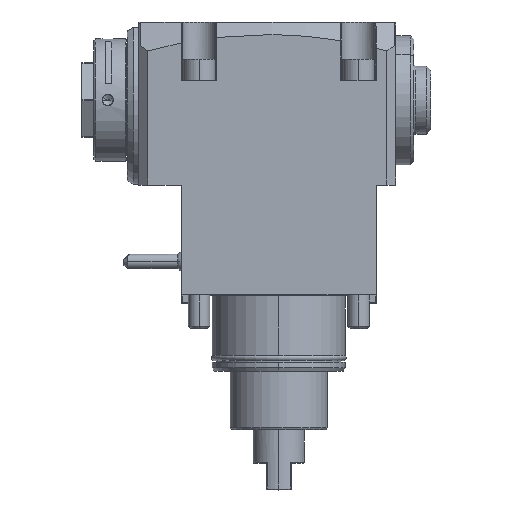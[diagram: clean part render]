
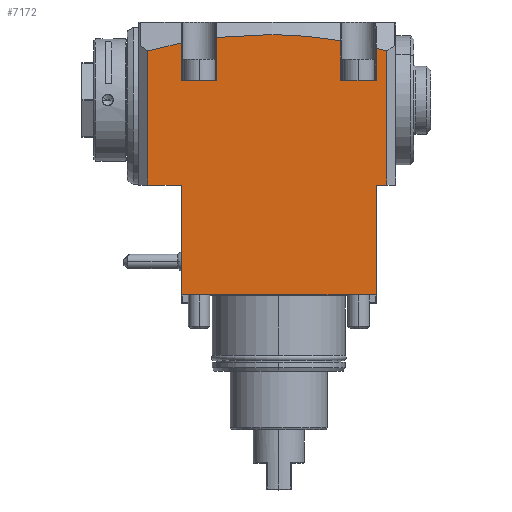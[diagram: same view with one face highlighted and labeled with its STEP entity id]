
A CAD part, top view. The second image highlights one B-rep face of the part: STEP entity #7172.
In plain terms, the highlighted planar face has unit normal (0, 0, 1).
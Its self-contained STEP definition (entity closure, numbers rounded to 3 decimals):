
#1250=DIRECTION('',(-1.,0.,0.));
#1251=VECTOR('',#1250,110.);
#1252=CARTESIAN_POINT('',(134.,0.,56.));
#1253=LINE('',#1252,#1251);
#1418=DIRECTION('',(0.,-1.,0.));
#1419=VECTOR('',#1418,75.637);
#1420=CARTESIAN_POINT('',(140.,137.637,56.));
#1421=LINE('',#1420,#1419);
#1422=DIRECTION('',(-1.,0.,0.));
#1423=VECTOR('',#1422,6.);
#1424=CARTESIAN_POINT('',(140.,62.,56.));
#1425=LINE('',#1424,#1423);
#1426=DIRECTION('',(0.,1.,0.));
#1427=VECTOR('',#1426,62.);
#1428=CARTESIAN_POINT('',(134.,0.,56.));
#1429=LINE('',#1428,#1427);
#1430=DIRECTION('',(0.,1.,0.));
#1431=VECTOR('',#1430,62.);
#1432=CARTESIAN_POINT('',(24.,0.,56.));
#1433=LINE('',#1432,#1431);
#1434=DIRECTION('',(1.,0.,0.));
#1435=VECTOR('',#1434,19.);
#1436=CARTESIAN_POINT('',(5.,62.,56.));
#1437=LINE('',#1436,#1435);
#1438=CARTESIAN_POINT('',(23.931,142.14,56.));
#1439=CARTESIAN_POINT('',(17.564,140.878,56.));
#1440=CARTESIAN_POINT('',(11.254,139.375,56.));
#1441=CARTESIAN_POINT('',(5.,137.637,56.));
#1443=DIRECTION('',(-0.631,0.776,0.));
#1444=VECTOR('',#1443,0.11);
#1445=CARTESIAN_POINT('',(24.,142.055,56.));
#1446=LINE('',#1445,#1444);
#1447=DIRECTION('',(0.,1.,0.));
#1448=VECTOR('',#1447,21.055);
#1449=CARTESIAN_POINT('',(24.,121.,56.));
#1450=LINE('',#1449,#1448);
#1451=DIRECTION('',(0.,-1.,0.));
#1452=VECTOR('',#1451,24.285);
#1453=CARTESIAN_POINT('',(44.,145.285,56.));
#1454=LINE('',#1453,#1452);
#1455=CARTESIAN_POINT('',(44.,145.285,56.));
#1456=CARTESIAN_POINT('',(55.71,146.638,56.));
#1457=CARTESIAN_POINT('',(79.086,147.665,56.));
#1458=CARTESIAN_POINT('',(102.377,145.4,56.));
#1459=CARTESIAN_POINT('',(114.,143.437,56.));
#1461=DIRECTION('',(0.,1.,0.));
#1462=VECTOR('',#1461,22.437);
#1463=CARTESIAN_POINT('',(114.,121.,56.));
#1464=LINE('',#1463,#1462);
#1465=DIRECTION('',(0.,-1.,0.));
#1466=VECTOR('',#1465,18.101);
#1467=CARTESIAN_POINT('',(134.,139.101,56.));
#1468=LINE('',#1467,#1466);
#1469=DIRECTION('',(-0.645,-0.764,0.));
#1470=VECTOR('',#1469,0.136);
#1471=CARTESIAN_POINT('',(134.088,139.205,56.));
#1472=LINE('',#1471,#1470);
#1473=CARTESIAN_POINT('',(134.088,139.205,56.));
#1474=CARTESIAN_POINT('',(136.065,138.706,56.));
#1475=CARTESIAN_POINT('',(138.035,138.183,56.));
#1476=CARTESIAN_POINT('',(140.,137.637,56.));
#1489=CARTESIAN_POINT('',(140.,137.637,56.));
#1916=CARTESIAN_POINT('',(44.,145.285,56.));
#1945=DIRECTION('',(-1.,0.,0.));
#1946=VECTOR('',#1945,20.);
#1947=CARTESIAN_POINT('',(134.,121.,56.));
#1948=LINE('',#1947,#1946);
#2122=DIRECTION('',(-1.,0.,0.));
#2123=VECTOR('',#2122,20.);
#2124=CARTESIAN_POINT('',(44.,121.,56.));
#2125=LINE('',#2124,#2123);
#2220=DIRECTION('',(0.,-1.,0.));
#2221=VECTOR('',#2220,75.637);
#2222=CARTESIAN_POINT('',(5.,137.637,56.));
#2223=LINE('',#2222,#2221);
#2236=CARTESIAN_POINT('',(5.,137.637,56.));
#4828=VERTEX_POINT('',#2236);
#4831=VERTEX_POINT('',#1489);
#4837=CARTESIAN_POINT('',(24.,121.,56.));
#4839=VERTEX_POINT('',#4837);
#4840=CARTESIAN_POINT('',(24.,142.055,56.));
#4841=CARTESIAN_POINT('',(23.931,142.14,56.));
#4842=VERTEX_POINT('',#4840);
#4843=VERTEX_POINT('',#4841);
#4851=VERTEX_POINT('',#1916);
#4852=CARTESIAN_POINT('',(44.,121.,56.));
#4853=VERTEX_POINT('',#4852);
#4874=VERTEX_POINT('',#1473);
#4875=VERTEX_POINT('',#1459);
#4877=CARTESIAN_POINT('',(114.,121.,56.));
#4879=VERTEX_POINT('',#4877);
#4884=CARTESIAN_POINT('',(134.,121.,56.));
#4886=VERTEX_POINT('',#4884);
#4933=CARTESIAN_POINT('',(134.,139.101,56.));
#4935=VERTEX_POINT('',#4933);
#5417=CARTESIAN_POINT('',(24.,0.,56.));
#5418=CARTESIAN_POINT('',(24.,62.,56.));
#5419=VERTEX_POINT('',#5417);
#5420=VERTEX_POINT('',#5418);
#5421=CARTESIAN_POINT('',(5.,62.,56.));
#5422=VERTEX_POINT('',#5421);
#5429=CARTESIAN_POINT('',(134.,0.,56.));
#5430=VERTEX_POINT('',#5429);
#5477=CARTESIAN_POINT('',(140.,62.,56.));
#5478=VERTEX_POINT('',#5477);
#5479=CARTESIAN_POINT('',(134.,62.,56.));
#5480=VERTEX_POINT('',#5479);
#7132=CARTESIAN_POINT('',(0.,154.,56.));
#7133=DIRECTION('',(0.,0.,1.));
#7134=DIRECTION('',(0.,-1.,0.));
#7135=AXIS2_PLACEMENT_3D('',#7132,#7133,#7134);
#7136=PLANE('',#7135);
#7138=ORIENTED_EDGE('',*,*,#7137,.T.);
#7140=ORIENTED_EDGE('',*,*,#7139,.T.);
#7142=ORIENTED_EDGE('',*,*,#7141,.F.);
#7143=ORIENTED_EDGE('',*,*,#6855,.T.);
#7144=ORIENTED_EDGE('',*,*,#6834,.T.);
#7145=ORIENTED_EDGE('',*,*,#6811,.F.);
#7147=ORIENTED_EDGE('',*,*,#7146,.F.);
#7149=ORIENTED_EDGE('',*,*,#7148,.F.);
#7151=ORIENTED_EDGE('',*,*,#7150,.F.);
#7153=ORIENTED_EDGE('',*,*,#7152,.F.);
#7155=ORIENTED_EDGE('',*,*,#7154,.F.);
#7157=ORIENTED_EDGE('',*,*,#7156,.F.);
#7159=ORIENTED_EDGE('',*,*,#7158,.T.);
#7161=ORIENTED_EDGE('',*,*,#7160,.F.);
#7163=ORIENTED_EDGE('',*,*,#7162,.F.);
#7165=ORIENTED_EDGE('',*,*,#7164,.F.);
#7167=ORIENTED_EDGE('',*,*,#7166,.F.);
#7169=ORIENTED_EDGE('',*,*,#7168,.T.);
#7170=EDGE_LOOP('',(#7138,#7140,#7142,#7143,#7144,#7145,#7147,#7149,#7151,#7153,
#7155,#7157,#7159,#7161,#7163,#7165,#7167,#7169));
#7171=FACE_OUTER_BOUND('',#7170,.F.);
#1442=B_SPLINE_CURVE_WITH_KNOTS('',3,(#1438,#1439,#1440,#1441),.UNSPECIFIED.,
.F.,.F.,(4,4),(0.,1.),.UNSPECIFIED.);
#1460=B_SPLINE_CURVE_WITH_KNOTS('',3,(#1455,#1456,#1457,#1458,#1459),
.UNSPECIFIED.,.F.,.F.,(4,1,4),(0.,0.5,1.),.UNSPECIFIED.);
#1477=B_SPLINE_CURVE_WITH_KNOTS('',3,(#1473,#1474,#1475,#1476),.UNSPECIFIED.,
.F.,.F.,(4,4),(0.,1.),.UNSPECIFIED.);
#6811=EDGE_CURVE('',#5422,#5420,#1437,.T.);
#6834=EDGE_CURVE('',#5419,#5420,#1433,.T.);
#6855=EDGE_CURVE('',#5430,#5419,#1253,.T.);
#7137=EDGE_CURVE('',#4831,#5478,#1421,.T.);
#7139=EDGE_CURVE('',#5478,#5480,#1425,.T.);
#7141=EDGE_CURVE('',#5430,#5480,#1429,.T.);
#7146=EDGE_CURVE('',#4828,#5422,#2223,.T.);
#7148=EDGE_CURVE('',#4843,#4828,#1442,.T.);
#7150=EDGE_CURVE('',#4842,#4843,#1446,.T.);
#7152=EDGE_CURVE('',#4839,#4842,#1450,.T.);
#7154=EDGE_CURVE('',#4853,#4839,#2125,.T.);
#7156=EDGE_CURVE('',#4851,#4853,#1454,.T.);
#7158=EDGE_CURVE('',#4851,#4875,#1460,.T.);
#7160=EDGE_CURVE('',#4879,#4875,#1464,.T.);
#7162=EDGE_CURVE('',#4886,#4879,#1948,.T.);
#7164=EDGE_CURVE('',#4935,#4886,#1468,.T.);
#7166=EDGE_CURVE('',#4874,#4935,#1472,.T.);
#7168=EDGE_CURVE('',#4874,#4831,#1477,.T.);
#7172=ADVANCED_FACE('',(#7171),#7136,.T.);
